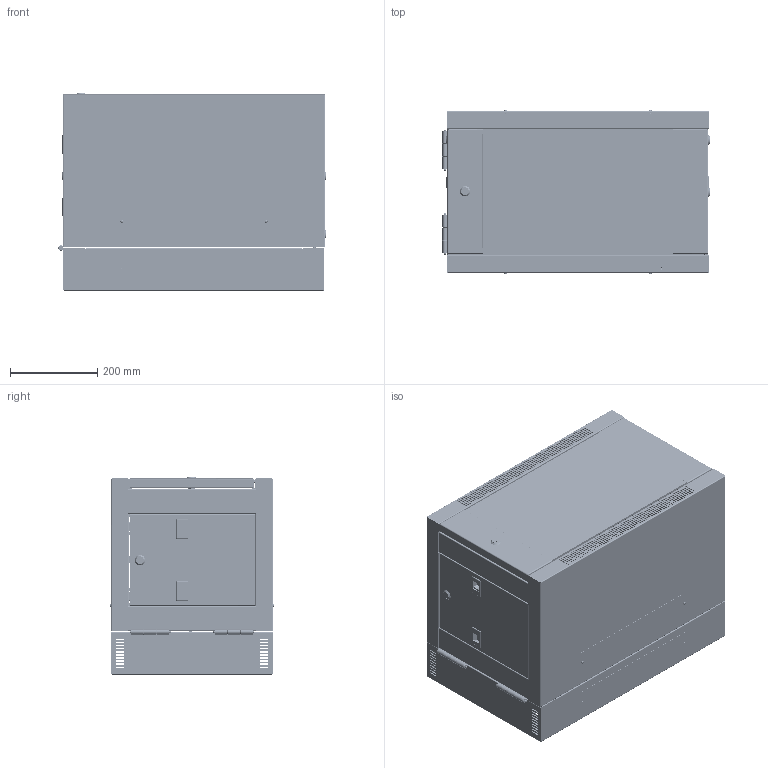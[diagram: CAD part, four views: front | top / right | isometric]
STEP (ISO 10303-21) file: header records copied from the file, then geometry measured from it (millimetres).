
FILE_DESCRIPTION (( 'STEP AP214' ), '1' );
FILE_NAME ('LC-SMT6406D-D_3D.step', '2024-03-27T20:08:10', ( '' ), ( '' ), 'SwSTEP 2.0', 'SolidWorks 2022', '' );
FILE_SCHEMA (( 'AUTOMOTIVE_DESIGN' ));
Length unit declared in the file: inch
Products named in the file (41): GB9074-4-88-M3X6_4; M4X8LS_4; SHOU_ASM_4; SHUOSHE_4; MENTIAO-1_4; LC-SMT6406D-D_3D; MS725_4; DG4; SHUOSHEA_4; MENZHOU2_4; HZJ1_4; PDU_K2_4; CM_ASM_4; SHUOLUOA_4; BOLI_4; HK_ASM_4; DI_4; PDU-K0_ASM_4; LX-GT_4; QLZ_4; 2222_4; CM_4; MEN_ASM_4; XX_4; SUO22_ASM_4; MENTIAO_4; SHUOLUOMU_4; JH060004_4; GB9074-4-88-M3X6A_4; MENZHOU1_4; JH060009_4; PDU_K1_4; MENZHOU_ASM_4; M6_16_4; HK_4; SUO1_ASM_4; SHUO_4; FUJIAN-2_4; HYLZ_4; SHUOLUO_4 ...
Assembly tree (67 placements, depth 4):
  LC-SMT6406D-D_3D
    DG4
    QLZ_4  x2
    HYLZ_4  x2
    DI_4
    HZJ1_4  x4
    JH060009_4  x4
    JH060004_4  x2
    HK_ASM_4
      HK_4
      JH060004_4  x2
      FUJIAN-2_4  x2
      MENZHOU_ASM_4  x2
        MENZHOU2_4
        MENZHOU1_4
    CM_ASM_4  x2
      CM_4
      PDU-K0_ASM_4
        PDU_K2_4
        PDU_K1_4
      SUO22_ASM_4
        SHUOA_4
        SHUOLUOA_4
        SHUOSHEA_4
        GB9074-4-88-M3X6A_4
    SUO1_ASM_4
      MS725_4
      SHUOLUOMU_4
      2222_4
    M6_16_4  x2
    M4X8LS_4  x8
    LX-GT_4  x2
    MEN_ASM_4
      MENTIAO-1_4
      MENTIAO_4
      BOLI_4
      SHOU_ASM_4
        SHUO_4
        GB9074-4-88-M3X6_4
        SHUOSHE_4
        SHUOLUO_4
      XX_4  x2
Bounding box: 612.6 x 375.88 x 452.5 mm (x, y, z)
Volume: 1331786.8 mm3; surface area: 3668721.4 mm2
Topology: 86 solids, 95 shells, 5287 faces, 15322 edges, 10172 vertices
Faces by surface type: plane 2913, cylinder 1897, bspline 399, cone 72, torus 6
Entity records: 141132 total; most frequent: CARTESIAN_POINT 63226, ORIENTED_EDGE 16369, DIRECTION 14704, EDGE_CURVE 8222, VERTEX_POINT 5379, AXIS2_PLACEMENT_3D 4919, LINE 4866, VECTOR 4866
